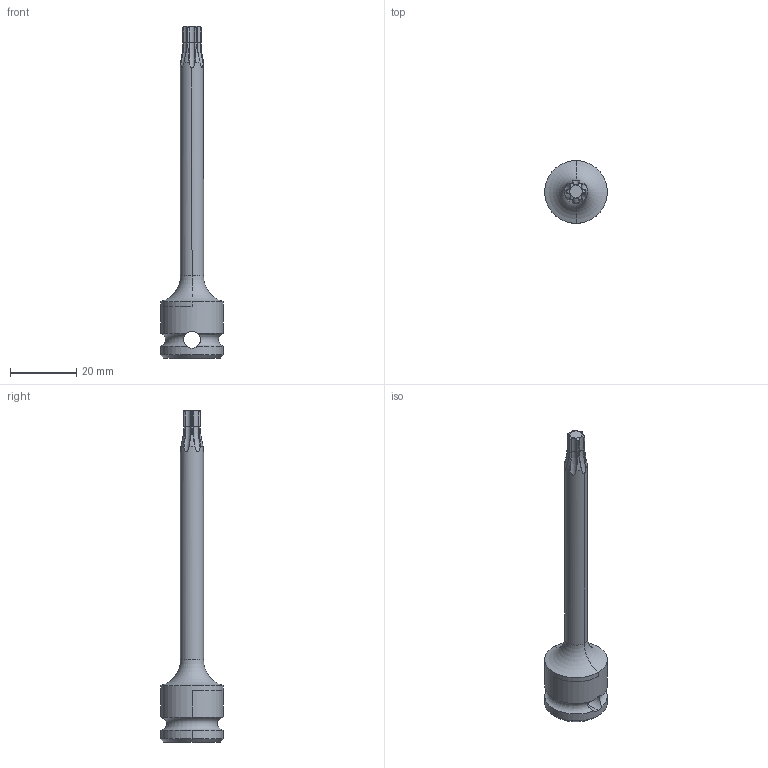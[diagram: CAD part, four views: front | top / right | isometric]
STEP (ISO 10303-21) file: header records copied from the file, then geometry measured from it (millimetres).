
FILE_DESCRIPTION((''),'2;1');
FILE_NAME('4027122730','2023-08-22T10:56:42',('A00565553'),(''),'CREO PARAMETRIC BY PTC INC, 2022414','CREO PARAMETRIC BY PTC INC, 2022414','');
FILE_SCHEMA(('CONFIG_CONTROL_DESIGN','GEOMETRIC_VALIDATION_PROPERTIES_MIM'));
Length unit declared in the file: millimetre
Products named in the file (1): 4027122730
Bounding box: 18.9 x 18.9 x 100 mm (x, y, z)
Volume: 6571.2 mm3; surface area: 3747.9 mm2
Topology: 1 solids, 1 shells, 87 faces, 239 edges, 152 vertices
Faces by surface type: cylinder 39, torus 28, plane 12, cone 8
Entity records: 3342 total; most frequent: CARTESIAN_POINT 1117, ORIENTED_EDGE 478, DIRECTION 408, EDGE_CURVE 239, AXIS2_PLACEMENT_3D 173, VERTEX_POINT 152, B_SPLINE_CURVE_WITH_KNOTS 91, EDGE_LOOP 89
